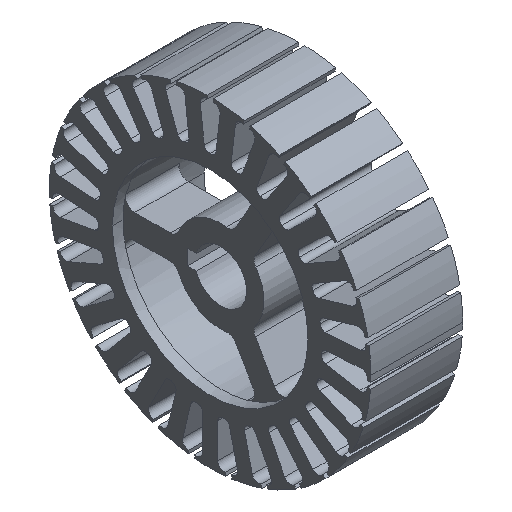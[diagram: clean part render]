
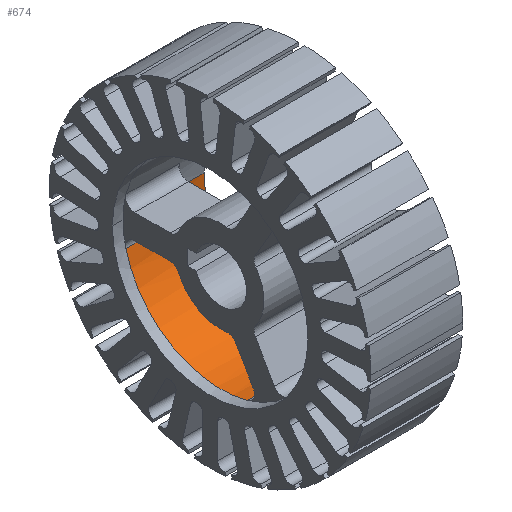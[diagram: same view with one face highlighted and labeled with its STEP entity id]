
A CAD part, isometric view. The second image highlights one B-rep face of the part: STEP entity #674.
In plain terms, the highlighted cylindrical face has radius 32 mm (diameter 64 mm), a partial arc.
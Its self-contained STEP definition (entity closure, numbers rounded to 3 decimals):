
#97=CARTESIAN_POINT('Axis2P3D Location',(21.,0.,0.)) ;
#101=CARTESIAN_POINT('Vertex',(21.,-22.216,-23.031)) ;
#103=CARTESIAN_POINT('Vertex',(21.,-8.838,-30.755)) ;
#152=CARTESIAN_POINT('Vertex',(21.,31.054,-7.724)) ;
#155=CARTESIAN_POINT('Axis2P3D Location',(21.,0.,0.)) ;
#159=CARTESIAN_POINT('Vertex',(21.,32.,0.)) ;
#222=CARTESIAN_POINT('Vertex',(21.,-22.216,23.031)) ;
#342=CARTESIAN_POINT('Vertex',(3.5,-22.216,23.031)) ;
#407=CARTESIAN_POINT('Vertex',(3.5,31.054,-7.724)) ;
#456=CARTESIAN_POINT('Vertex',(3.5,-8.838,-30.755)) ;
#463=CARTESIAN_POINT('Vertex',(3.5,-22.216,-23.031)) ;
#591=CARTESIAN_POINT('Axis2P3D Location',(25.5,0.,0.)) ;
#596=CARTESIAN_POINT('Axis2P3D Location',(3.5,0.,0.)) ;
#601=CARTESIAN_POINT('Line Origine',(14.34,-8.838,-30.755)) ;
#606=CARTESIAN_POINT('Line Origine',(14.34,-22.216,-23.031)) ;
#611=CARTESIAN_POINT('Axis2P3D Location',(3.5,0.,0.)) ;
#615=CARTESIAN_POINT('Vertex',(3.5,-32.,0.)) ;
#618=CARTESIAN_POINT('Axis2P3D Location',(3.5,0.,0.)) ;
#623=CARTESIAN_POINT('Line Origine',(14.34,-22.216,23.031)) ;
#628=CARTESIAN_POINT('Axis2P3D Location',(21.,0.,0.)) ;
#632=CARTESIAN_POINT('Vertex',(21.,-32.,0.)) ;
#635=CARTESIAN_POINT('Line Origine',(14.34,-32.,0.)) ;
#639=CARTESIAN_POINT('Vertex',(30.,-32.,0.)) ;
#642=CARTESIAN_POINT('Axis2P3D Location',(30.,0.,0.)) ;
#646=CARTESIAN_POINT('Vertex',(30.,32.,0.)) ;
#649=CARTESIAN_POINT('Line Origine',(14.34,32.,0.)) ;
#654=CARTESIAN_POINT('Line Origine',(14.34,31.054,-7.724)) ;
#98=DIRECTION('Axis2P3D Direction',(1.,0.,0.)) ;
#156=DIRECTION('Axis2P3D Direction',(1.,0.,0.)) ;
#592=DIRECTION('Axis2P3D Direction',(1.,0.,0.)) ;
#593=DIRECTION('Axis2P3D XDirection',(0.,1.,0.)) ;
#597=DIRECTION('Axis2P3D Direction',(1.,0.,0.)) ;
#602=DIRECTION('Vector Direction',(1.,0.,0.)) ;
#607=DIRECTION('Vector Direction',(1.,0.,0.)) ;
#612=DIRECTION('Axis2P3D Direction',(1.,0.,0.)) ;
#619=DIRECTION('Axis2P3D Direction',(1.,0.,0.)) ;
#624=DIRECTION('Vector Direction',(1.,0.,0.)) ;
#629=DIRECTION('Axis2P3D Direction',(1.,0.,0.)) ;
#636=DIRECTION('Vector Direction',(1.,0.,0.)) ;
#643=DIRECTION('Axis2P3D Direction',(1.,0.,0.)) ;
#650=DIRECTION('Vector Direction',(1.,0.,0.)) ;
#655=DIRECTION('Vector Direction',(1.,0.,0.)) ;
#99=AXIS2_PLACEMENT_3D('Circle Axis2P3D',#97,#98,$) ;
#157=AXIS2_PLACEMENT_3D('Circle Axis2P3D',#155,#156,$) ;
#594=AXIS2_PLACEMENT_3D('Cylinder Axis2P3D',#591,#592,#593) ;
#598=AXIS2_PLACEMENT_3D('Circle Axis2P3D',#596,#597,$) ;
#613=AXIS2_PLACEMENT_3D('Circle Axis2P3D',#611,#612,$) ;
#620=AXIS2_PLACEMENT_3D('Circle Axis2P3D',#618,#619,$) ;
#630=AXIS2_PLACEMENT_3D('Circle Axis2P3D',#628,#629,$) ;
#644=AXIS2_PLACEMENT_3D('Circle Axis2P3D',#642,#643,$) ;
#660=ORIENTED_EDGE('',*,*,#600,.T.) ;
#661=ORIENTED_EDGE('',*,*,#605,.F.) ;
#662=ORIENTED_EDGE('',*,*,#105,.F.) ;
#663=ORIENTED_EDGE('',*,*,#610,.T.) ;
#664=ORIENTED_EDGE('',*,*,#617,.T.) ;
#665=ORIENTED_EDGE('',*,*,#622,.T.) ;
#666=ORIENTED_EDGE('',*,*,#627,.F.) ;
#667=ORIENTED_EDGE('',*,*,#634,.T.) ;
#668=ORIENTED_EDGE('',*,*,#641,.F.) ;
#669=ORIENTED_EDGE('',*,*,#648,.T.) ;
#670=ORIENTED_EDGE('',*,*,#653,.T.) ;
#671=ORIENTED_EDGE('',*,*,#161,.F.) ;
#672=ORIENTED_EDGE('',*,*,#658,.T.) ;
#603=VECTOR('Line Direction',#602,1.) ;
#608=VECTOR('Line Direction',#607,1.) ;
#625=VECTOR('Line Direction',#624,1.) ;
#637=VECTOR('Line Direction',#636,1.) ;
#651=VECTOR('Line Direction',#650,1.) ;
#656=VECTOR('Line Direction',#655,1.) ;
#674=ADVANCED_FACE('',(#673),#595,.F.) ;
#100=CIRCLE('generated circle',#99,32.) ;
#158=CIRCLE('generated circle',#157,32.) ;
#599=CIRCLE('generated circle',#598,32.) ;
#614=CIRCLE('generated circle',#613,32.) ;
#621=CIRCLE('generated circle',#620,32.) ;
#631=CIRCLE('generated circle',#630,32.) ;
#645=CIRCLE('generated circle',#644,32.) ;
#595=CYLINDRICAL_SURFACE('generated cylinder',#594,32.) ;
#105=EDGE_CURVE('',#102,#104,#100,.T.) ;
#161=EDGE_CURVE('',#153,#160,#158,.T.) ;
#600=EDGE_CURVE('',#408,#457,#599,.F.) ;
#605=EDGE_CURVE('',#104,#457,#604,.F.) ;
#610=EDGE_CURVE('',#102,#464,#609,.F.) ;
#617=EDGE_CURVE('',#464,#616,#614,.F.) ;
#622=EDGE_CURVE('',#616,#343,#621,.F.) ;
#627=EDGE_CURVE('',#223,#343,#626,.F.) ;
#634=EDGE_CURVE('',#223,#633,#631,.T.) ;
#641=EDGE_CURVE('',#640,#633,#638,.F.) ;
#648=EDGE_CURVE('',#640,#647,#645,.T.) ;
#653=EDGE_CURVE('',#647,#160,#652,.F.) ;
#658=EDGE_CURVE('',#153,#408,#657,.F.) ;
#659=EDGE_LOOP('',(#660,#661,#662,#663,#664,#665,#666,#667,#668,#669,#670,#671,#672)) ;
#673=FACE_OUTER_BOUND('',#659,.T.) ;
#604=LINE('Line',#601,#603) ;
#609=LINE('Line',#606,#608) ;
#626=LINE('Line',#623,#625) ;
#638=LINE('Line',#635,#637) ;
#652=LINE('Line',#649,#651) ;
#657=LINE('Line',#654,#656) ;
#102=VERTEX_POINT('',#101) ;
#104=VERTEX_POINT('',#103) ;
#153=VERTEX_POINT('',#152) ;
#160=VERTEX_POINT('',#159) ;
#223=VERTEX_POINT('',#222) ;
#343=VERTEX_POINT('',#342) ;
#408=VERTEX_POINT('',#407) ;
#457=VERTEX_POINT('',#456) ;
#464=VERTEX_POINT('',#463) ;
#616=VERTEX_POINT('',#615) ;
#633=VERTEX_POINT('',#632) ;
#640=VERTEX_POINT('',#639) ;
#647=VERTEX_POINT('',#646) ;
